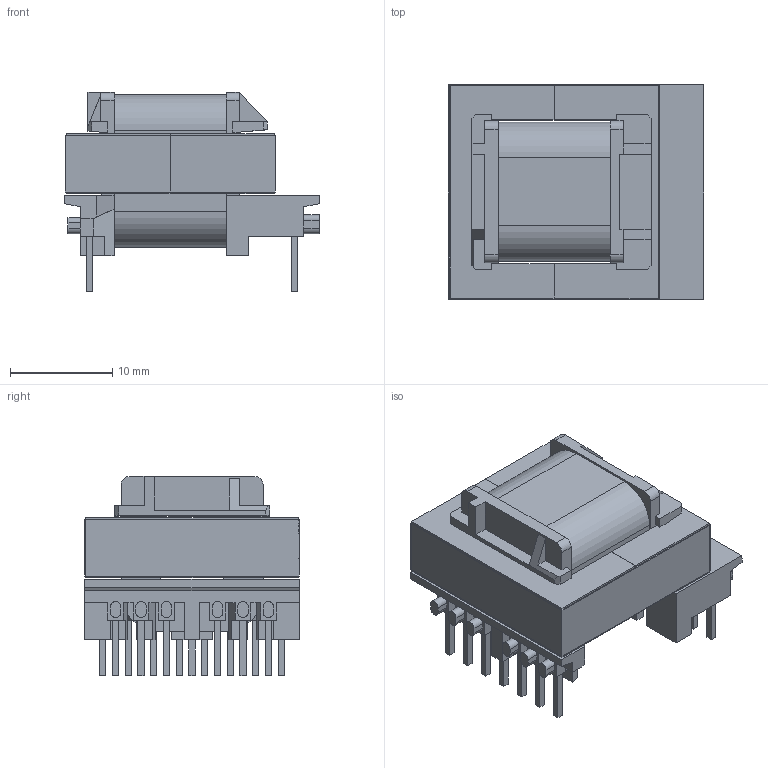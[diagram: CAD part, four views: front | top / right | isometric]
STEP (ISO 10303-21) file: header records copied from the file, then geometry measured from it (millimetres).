
FILE_DESCRIPTION (( 'STEP AP214' ), '1' );
FILE_NAME ('Bauteil01.STEP', '2015-06-16T05:31:27', ( 'Admin' ), ( 'Fehlmann AG' ), 'SwSTEP 2.0', 'SolidWorks 2014', '' );
FILE_SCHEMA (( 'AUTOMOTIVE_DESIGN' ));
Length unit declared in the file: millimetre
Products named in the file (1): Bauteil01
Bounding box: 25 x 21 x 19.5 mm (x, y, z)
Volume: 4749.1 mm3; surface area: 6666.8 mm2
Topology: 5 solids, 5 shells, 423 faces, 1133 edges, 749 vertices
Faces by surface type: plane 365, cylinder 58
Entity records: 17724 total; most frequent: CARTESIAN_POINT 2332, ORIENTED_EDGE 2266, DIRECTION 2073, EDGE_CURVE 1133, LINE 993, VECTOR 993, VERTEX_POINT 749, AXIS2_PLACEMENT_3D 540
